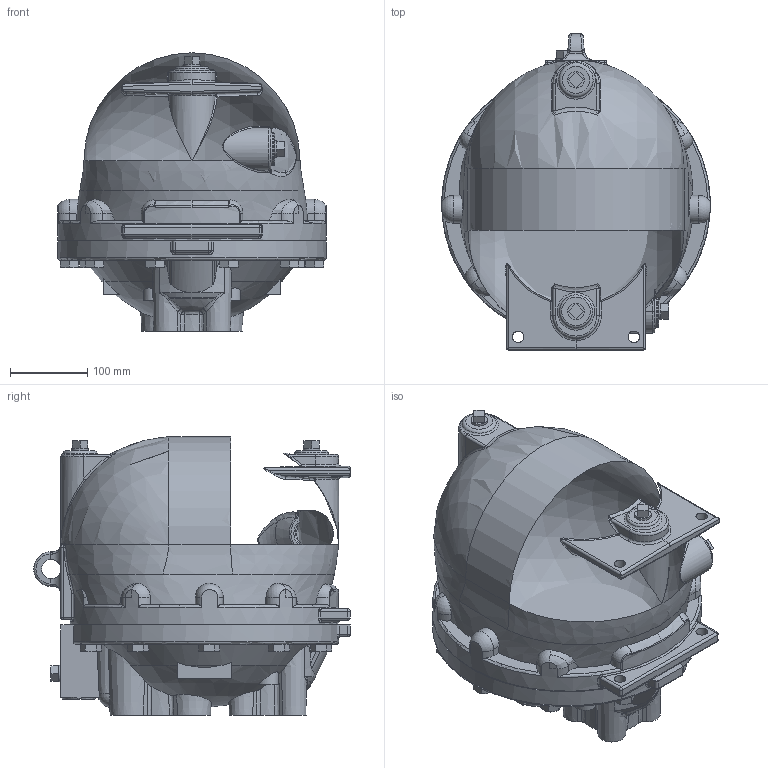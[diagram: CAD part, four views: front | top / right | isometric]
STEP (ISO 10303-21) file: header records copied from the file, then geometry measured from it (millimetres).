
FILE_DESCRIPTION(/* description */ (''),/* implementation_level */ '2;1');
FILE_NAME(/* name */ 'gp14l-040-wafer-00.stp',/* time_stamp */ '2019-05-31T10:43:19+09:00',/* author */ ('nakaot'),/* organization */ (''),/* preprocessor_version */ 'ST-DEVELOPER v15.6',/* originating_system */ 'Autodesk Inventor 2015',/* authorisation */ '');
FILE_SCHEMA (('AUTOMOTIVE_DESIGN { 1 0 10303 214 3 1 1 }'));
Length unit declared in the file: millimetre
Products named in the file (1): gp14l-040-wafer-00
Bounding box: 348 x 409.98 x 361 mm (x, y, z)
Volume: 65839.4 mm3; surface area: 878342.8 mm2
Topology: 8 solids, 10 shells, 692 faces, 1723 edges, 1037 vertices
Faces by surface type: plane 216, bspline 157, cylinder 143, cone 92, torus 52, sphere 32
Full cylindrical faces by diameter (mm): 13.835 x8, 15 x4, 16 x15, 18 x5, 18.631 x2, 21.258 x1, 21.268 x3, 25 x1, 30.291 x1, 42 x2, 44 x1, 280 x1, 300 x1, 348 x1
Entity records: 26655 total; most frequent: CARTESIAN_POINT 11321, ORIENTED_EDGE 3212, DIRECTION 2733, EDGE_CURVE 1606, AXIS2_PLACEMENT_3D 1155, VERTEX_POINT 1016, EDGE_LOOP 812, FACE_OUTER_BOUND 691
